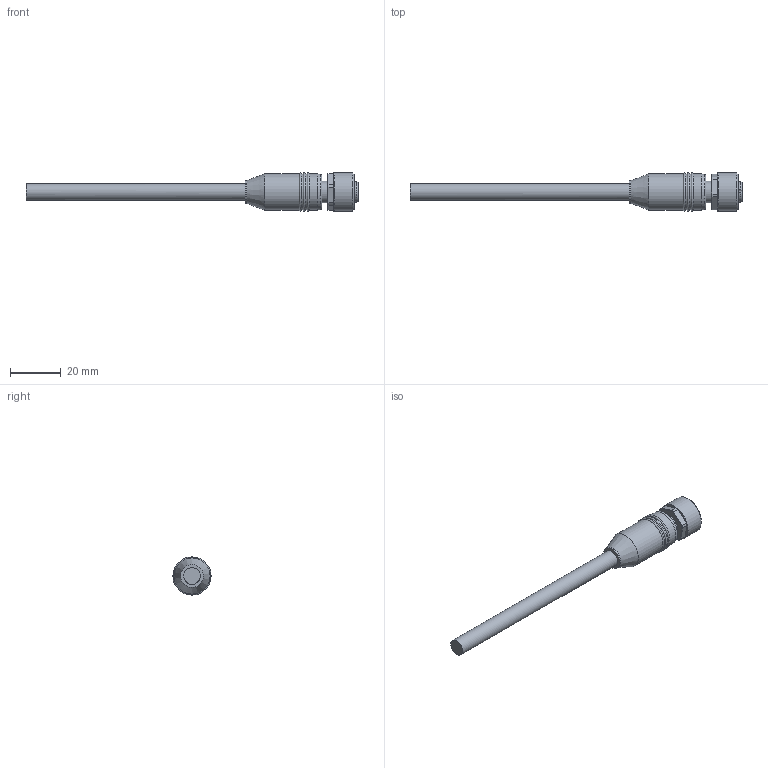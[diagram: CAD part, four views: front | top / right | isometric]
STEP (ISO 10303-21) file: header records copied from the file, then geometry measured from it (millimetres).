
FILE_DESCRIPTION (( 'STEP AP214' ), '1' );
FILE_NAME ('VKHM-Z-5_12-A.STEP', '2025-02-14T16:05:57', ( '' ), ( '' ), 'SwSTEP 2.0', 'SolidWorks 2024', '' );
FILE_SCHEMA (( 'AUTOMOTIVE_DESIGN' ));
Length unit declared in the file: millimetre
Products named in the file (1): VKHM-Z-5_12-A
Bounding box: 130.2 x 15 x 15 mm (x, y, z)
Volume: 8809.4 mm3; surface area: 4776.2 mm2
Topology: 1 solids, 1 shells, 80 faces, 158 edges, 98 vertices
Faces by surface type: plane 35, cylinder 29, cone 11, torus 5
Full cylindrical faces by diameter (mm): 0.8 x12, 6.5 x1, 8.2 x1, 8.5 x1, 9 x1, 11 x1, 14.2 x4, 15 x1
Entity records: 1887 total; most frequent: DIRECTION 342, CARTESIAN_POINT 326, ORIENTED_EDGE 246, AXIS2_PLACEMENT_3D 152, EDGE_LOOP 129, EDGE_CURVE 123, FACE_OUTER_BOUND 107, VERTEX_POINT 94
